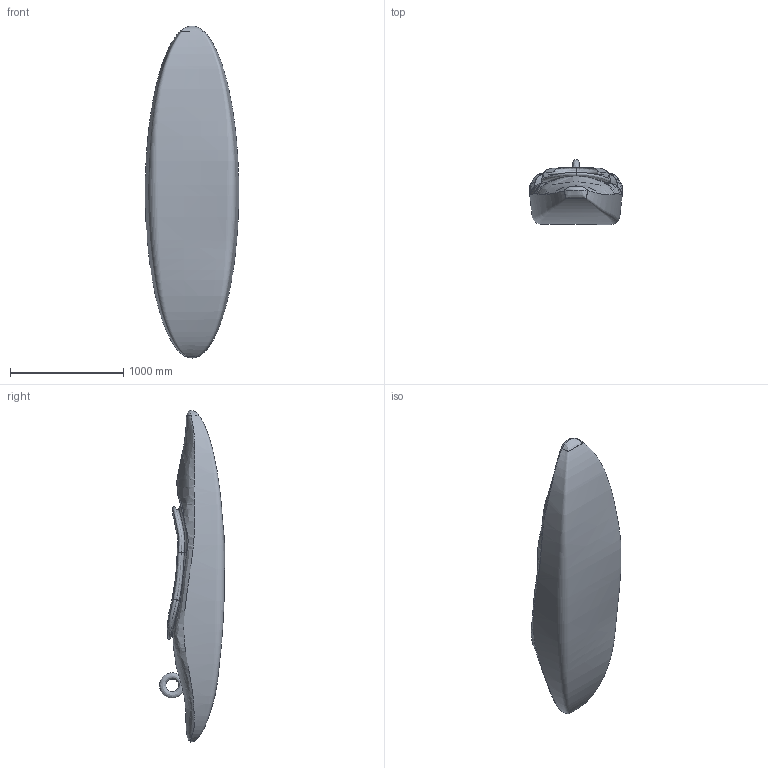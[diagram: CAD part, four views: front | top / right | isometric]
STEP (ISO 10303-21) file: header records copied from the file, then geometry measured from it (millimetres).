
FILE_DESCRIPTION(('FreeCAD Model'),'2;1');
FILE_NAME('Open CASCADE Shape Model','2025-05-05T04:14:28',('FreeCAD'),( 'FreeCAD'),'Open CASCADE STEP processor 7.6','FreeCAD','Unknown');
FILE_SCHEMA(('AUTOMOTIVE_DESIGN { 1 0 10303 214 1 1 1 1 }'));
Products named in the file (1): Open CASCADE STEP translator 7.6 1
Bounding box: 826.24 x 576.84 x 2934.21 mm (x, y, z)
Surface area: 5304470.5 mm2 (no closed solid volume)
Topology: 0 solids, 49 shells, 49 faces, 4044 edges, 4031 vertices
Faces by surface type: bspline 49
Entity records: 80030 total; most frequent: CARTESIAN_POINT 63624, ORIENTED_EDGE 4038, EDGE_CURVE 4034, VERTEX_POINT 4031, B_SPLINE_CURVE_WITH_KNOTS 3992, FACE_BOUND 63, EDGE_LOOP 63, SHELL_BASED_SURFACE_MODEL 49
